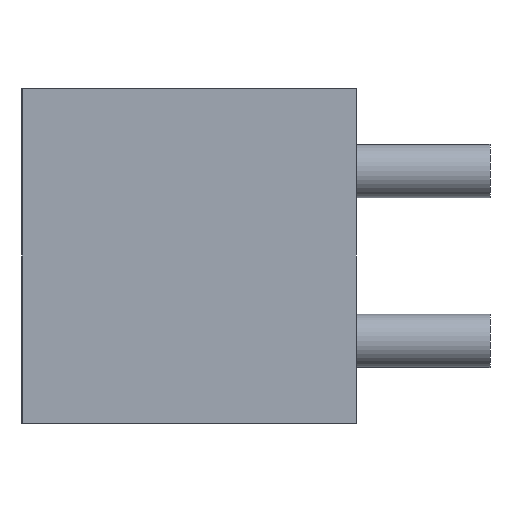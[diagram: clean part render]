
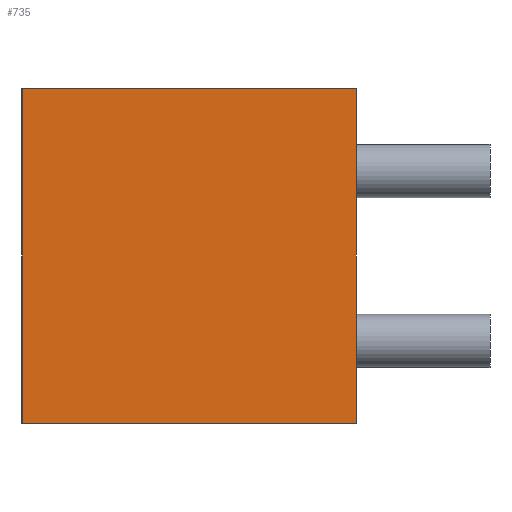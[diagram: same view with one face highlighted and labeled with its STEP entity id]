
A CAD part, left-side view. The second image highlights one B-rep face of the part: STEP entity #735.
In plain terms, the highlighted planar face has unit normal (-1, 0, 0).
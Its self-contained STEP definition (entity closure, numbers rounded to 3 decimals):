
#94 = EDGE_LOOP ( 'NONE', ( #904, #907, #906, #908 ) ) ;
#186 = VERTEX_POINT ( 'NONE', #924 ) ;
#187 = VERTEX_POINT ( 'NONE', #923 ) ;
#202 = VERTEX_POINT ( 'NONE', #942 ) ;
#203 = VERTEX_POINT ( 'NONE', #944 ) ;
#341 = VECTOR ( 'NONE', #1204, 1000. ) ;
#441 = VECTOR ( 'NONE', #1100, 1000. ) ;
#467 = VECTOR ( 'NONE', #1173, 1000. ) ;
#502 = AXIS2_PLACEMENT_3D ( 'NONE', #1420, #1421, #1422 ) ;
#505 = VECTOR ( 'NONE', #1134, 1000. ) ;
#613 = EDGE_CURVE ( 'NONE', #187, #202, #763, .T. ) ;
#630 = EDGE_CURVE ( 'NONE', #186, #203, #775, .T. ) ;
#653 = EDGE_CURVE ( 'NONE', #187, #186, #790, .T. ) ;
#665 = EDGE_CURVE ( 'NONE', #202, #203, #803, .T. ) ;
#735 = ADVANCED_FACE ( 'NONE', ( #879 ), #1419, .F. ) ;
#763 = LINE ( 'NONE', #1099, #441 ) ;
#775 = LINE ( 'NONE', #1133, #505 ) ;
#790 = LINE ( 'NONE', #1172, #467 ) ;
#803 = LINE ( 'NONE', #1203, #341 ) ;
#879 = FACE_OUTER_BOUND ( 'NONE', #94, .T. ) ;
#904 = ORIENTED_EDGE ( 'NONE', *, *, #665, .T. ) ;
#906 = ORIENTED_EDGE ( 'NONE', *, *, #653, .F. ) ;
#907 = ORIENTED_EDGE ( 'NONE', *, *, #630, .F. ) ;
#908 = ORIENTED_EDGE ( 'NONE', *, *, #613, .T. ) ;
#923 = CARTESIAN_POINT ( 'NONE',  ( 0., 5., -5. ) ) ;
#924 = CARTESIAN_POINT ( 'NONE',  ( 0., 5., 0. ) ) ;
#942 = CARTESIAN_POINT ( 'NONE',  ( 0., 0., -5. ) ) ;
#944 = CARTESIAN_POINT ( 'NONE',  ( 0., 0., 0. ) ) ;
#1099 = CARTESIAN_POINT ( 'NONE',  ( 0., 5., -5. ) ) ;
#1100 = DIRECTION ( 'NONE',  ( 0., -1., 0. ) ) ;
#1133 = CARTESIAN_POINT ( 'NONE',  ( 0., 5., 0. ) ) ;
#1134 = DIRECTION ( 'NONE',  ( 0., -1., 0. ) ) ;
#1172 = CARTESIAN_POINT ( 'NONE',  ( 0., 5., -5. ) ) ;
#1173 = DIRECTION ( 'NONE',  ( 0., 0., 1. ) ) ;
#1203 = CARTESIAN_POINT ( 'NONE',  ( 0., 0., -5. ) ) ;
#1204 = DIRECTION ( 'NONE',  ( 0., 0., 1. ) ) ;
#1419 = PLANE ( 'NONE',  #502 ) ;
#1420 = CARTESIAN_POINT ( 'NONE',  ( 0., 5., -5. ) ) ;
#1421 = DIRECTION ( 'NONE',  ( 1., 0., 0. ) ) ;
#1422 = DIRECTION ( 'NONE',  ( 0., 0., -1. ) ) ;
